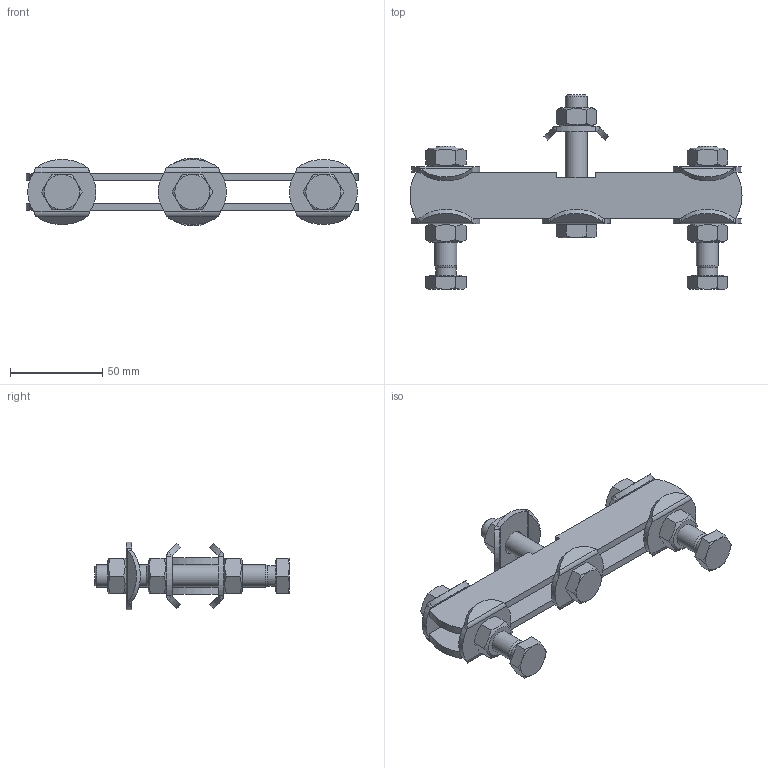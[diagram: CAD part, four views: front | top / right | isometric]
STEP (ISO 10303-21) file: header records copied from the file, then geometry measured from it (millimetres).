
FILE_DESCRIPTION(/* description */ (''),/* implementation_level */ '2;1');
FILE_NAME(/* name */ '800 026.stp',/* time_stamp */ '2023-12-18T09:13:25+01:00',/* author */ ('dusan.cotek'),/* organization */ (''),/* preprocessor_version */ 'ST-DEVELOPER v20',/* originating_system */ 'Autodesk Inventor 2024',/* authorisation */ '');
FILE_SCHEMA (('AUTOMOTIVE_DESIGN { 1 0 10303 214 3 1 1 }'));
Length unit declared in the file: millimetre
Products named in the file (1): 800 026
Bounding box: 180 x 105.5 x 36.86 mm (x, y, z)
Volume: 93475.1 mm3; surface area: 52745.3 mm2
Topology: 16 solids, 16 shells, 262 faces, 585 edges, 361 vertices
Faces by surface type: plane 122, cylinder 72, cone 44, bspline 24
Full cylindrical faces by diameter (mm): 10.106 x5, 11.053 x3, 12 x3, 13.5 x6, 17.2 x3
Entity records: 15082 total; most frequent: CARTESIAN_POINT 9537, ORIENTED_EDGE 1170, DIRECTION 1064, EDGE_CURVE 585, AXIS2_PLACEMENT_3D 384, VERTEX_POINT 361, LINE 296, VECTOR 296
